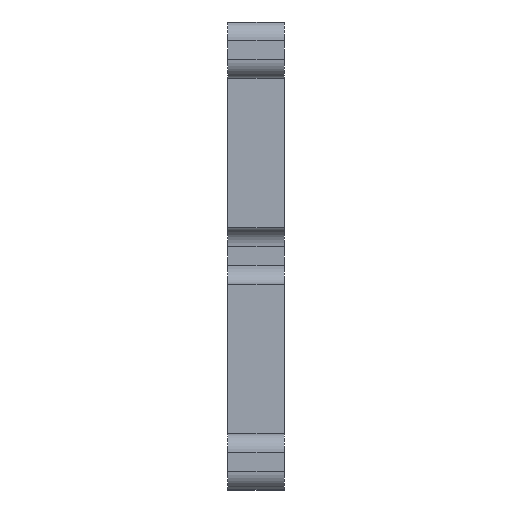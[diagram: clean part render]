
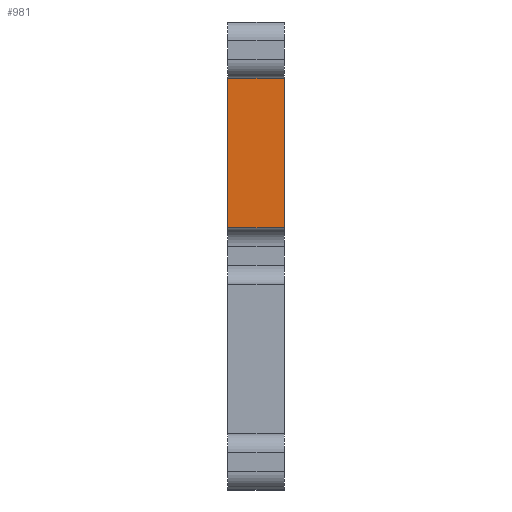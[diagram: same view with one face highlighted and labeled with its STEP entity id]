
A CAD part, left-side view. The second image highlights one B-rep face of the part: STEP entity #981.
In plain terms, the highlighted planar face has unit normal (-1, 0, 0).
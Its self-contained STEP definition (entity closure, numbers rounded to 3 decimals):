
#75=FACE_OUTER_BOUND('',#125,.T.);
#125=EDGE_LOOP('',(#727,#728,#729,#730));
#211=LINE('',#1500,#331);
#212=LINE('',#1503,#332);
#213=LINE('',#1505,#333);
#214=LINE('',#1506,#334);
#331=VECTOR('',#1217,3.);
#332=VECTOR('',#1220,8.);
#333=VECTOR('',#1221,8.);
#334=VECTOR('',#1222,3.);
#439=VERTEX_POINT('',#1496);
#440=VERTEX_POINT('',#1498);
#441=VERTEX_POINT('',#1502);
#442=VERTEX_POINT('',#1504);
#559=EDGE_CURVE('',#439,#440,#211,.T.);
#560=EDGE_CURVE('',#441,#439,#212,.T.);
#561=EDGE_CURVE('',#442,#440,#213,.T.);
#562=EDGE_CURVE('',#441,#442,#214,.T.);
#727=ORIENTED_EDGE('',*,*,#560,.T.);
#728=ORIENTED_EDGE('',*,*,#559,.T.);
#729=ORIENTED_EDGE('',*,*,#561,.F.);
#730=ORIENTED_EDGE('',*,*,#562,.F.);
#937=PLANE('',#1045);
#981=ADVANCED_FACE('',(#75),#937,.T.);
#1045=AXIS2_PLACEMENT_3D('',#1501,#1218,#1219);
#1217=DIRECTION('',(0.,1.,0.));
#1218=DIRECTION('center_axis',(-1.,0.,0.));
#1219=DIRECTION('ref_axis',(0.,0.,1.));
#1220=DIRECTION('',(0.,0.,1.));
#1221=DIRECTION('',(0.,0.,1.));
#1222=DIRECTION('',(0.,1.,0.));
#1496=CARTESIAN_POINT('',(-205.,0.,22.));
#1498=CARTESIAN_POINT('',(-205.,3.,22.));
#1500=CARTESIAN_POINT('',(-205.,0.,22.));
#1501=CARTESIAN_POINT('Origin',(-205.,0.,14.));
#1502=CARTESIAN_POINT('',(-205.,0.,14.));
#1503=CARTESIAN_POINT('',(-205.,0.,14.));
#1504=CARTESIAN_POINT('',(-205.,3.,14.));
#1505=CARTESIAN_POINT('',(-205.,3.,14.));
#1506=CARTESIAN_POINT('',(-205.,0.,14.));
